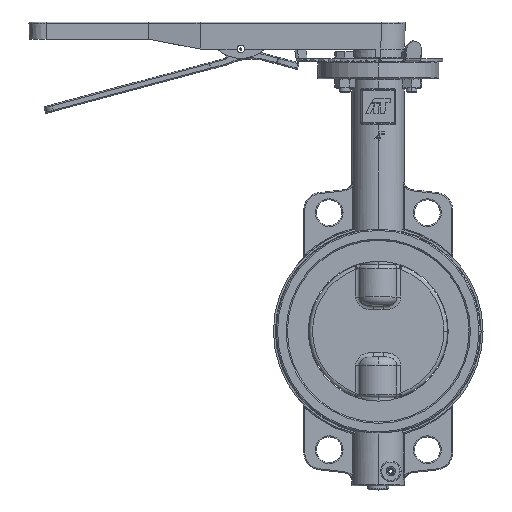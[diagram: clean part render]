
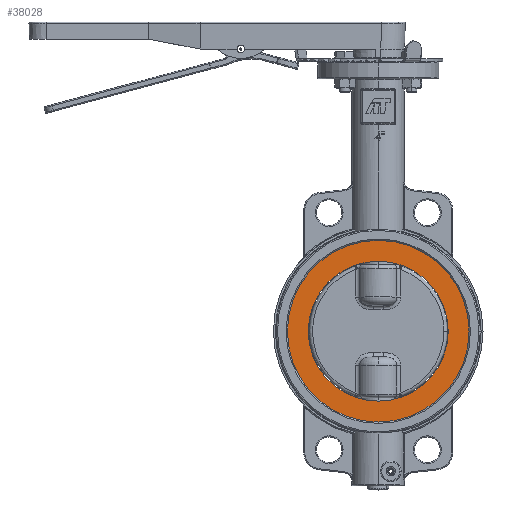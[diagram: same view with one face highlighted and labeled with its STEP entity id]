
A CAD part, top view. The second image highlights one B-rep face of the part: STEP entity #38028.
In plain terms, the highlighted planar face has unit normal (0, 0, 1).
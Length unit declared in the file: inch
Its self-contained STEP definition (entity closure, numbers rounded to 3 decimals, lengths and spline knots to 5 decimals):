
#769 = CARTESIAN_POINT ( 'NONE',  ( 0., 0., 1.065 ) ) ;
#4099 = DIRECTION ( 'NONE',  ( 1., 0., 0. ) ) ;
#4676 = DIRECTION ( 'NONE',  ( 1., 0., 0. ) ) ;
#6266 = VERTEX_POINT ( 'NONE', #38051 ) ;
#8554 = EDGE_CURVE ( 'NONE', #21850, #30696, #17600, .T. ) ;
#8976 = CARTESIAN_POINT ( 'NONE',  ( -2.045, 0., 1.065 ) ) ;
#9093 = CARTESIAN_POINT ( 'NONE',  ( 2.045, 0., 1.065 ) ) ;
#10518 = DIRECTION ( 'NONE',  ( 0., 0., 1. ) ) ;
#13221 = AXIS2_PLACEMENT_3D ( 'NONE', #14062, #10518, #21442 ) ;
#13526 = ORIENTED_EDGE ( 'NONE', *, *, #21151, .T. ) ;
#14062 = CARTESIAN_POINT ( 'NONE',  ( 0., 0., 1.065 ) ) ;
#14770 = DIRECTION ( 'NONE',  ( 0., 0., 1. ) ) ;
#14992 = CARTESIAN_POINT ( 'NONE',  ( -2.655, 0., 1.065 ) ) ;
#15218 = AXIS2_PLACEMENT_3D ( 'NONE', #23247, #34433, #19660 ) ;
#16104 = AXIS2_PLACEMENT_3D ( 'NONE', #30796, #16722, #38631 ) ;
#16722 = DIRECTION ( 'NONE',  ( 0., 0., 1. ) ) ;
#17600 = CIRCLE ( 'NONE', #16104, 2.045 ) ;
#18676 = CARTESIAN_POINT ( 'NONE',  ( 0., 0., 1.065 ) ) ;
#19660 = DIRECTION ( 'NONE',  ( 1., 0., 0. ) ) ;
#20341 = EDGE_LOOP ( 'NONE', ( #38150, #34225 ) ) ;
#21151 = EDGE_CURVE ( 'NONE', #25273, #6266, #38122, .T. ) ;
#21442 = DIRECTION ( 'NONE',  ( 1., 0., 0. ) ) ;
#21679 = PLANE ( 'NONE',  #36677 ) ;
#21850 = VERTEX_POINT ( 'NONE', #8976 ) ;
#22358 = CIRCLE ( 'NONE', #43649, 2.655 ) ;
#23247 = CARTESIAN_POINT ( 'NONE',  ( 0., 0., 1.065 ) ) ;
#23859 = CIRCLE ( 'NONE', #13221, 2.045 ) ;
#25273 = VERTEX_POINT ( 'NONE', #14992 ) ;
#30370 = EDGE_CURVE ( 'NONE', #6266, #25273, #22358, .T. ) ;
#30696 = VERTEX_POINT ( 'NONE', #9093 ) ;
#30796 = CARTESIAN_POINT ( 'NONE',  ( 0., 0., 1.065 ) ) ;
#31459 = ORIENTED_EDGE ( 'NONE', *, *, #30370, .T. ) ;
#32025 = EDGE_CURVE ( 'NONE', #30696, #21850, #23859, .T. ) ;
#34225 = ORIENTED_EDGE ( 'NONE', *, *, #8554, .F. ) ;
#34433 = DIRECTION ( 'NONE',  ( 0., 0., 1. ) ) ;
#36217 = FACE_OUTER_BOUND ( 'NONE', #40141, .T. ) ;
#36677 = AXIS2_PLACEMENT_3D ( 'NONE', #769, #14770, #4099 ) ;
#38028 = ADVANCED_FACE ( 'NONE', ( #40485, #36217 ), #21679, .T. ) ;
#38051 = CARTESIAN_POINT ( 'NONE',  ( 2.655, 0., 1.065 ) ) ;
#38122 = CIRCLE ( 'NONE', #15218, 2.655 ) ;
#38150 = ORIENTED_EDGE ( 'NONE', *, *, #32025, .F. ) ;
#38631 = DIRECTION ( 'NONE',  ( 1., 0., 0. ) ) ;
#40141 = EDGE_LOOP ( 'NONE', ( #13526, #31459 ) ) ;
#40485 = FACE_BOUND ( 'NONE', #20341, .T. ) ;
#40820 = DIRECTION ( 'NONE',  ( 0., 0., 1. ) ) ;
#43649 = AXIS2_PLACEMENT_3D ( 'NONE', #18676, #40820, #4676 ) ;
